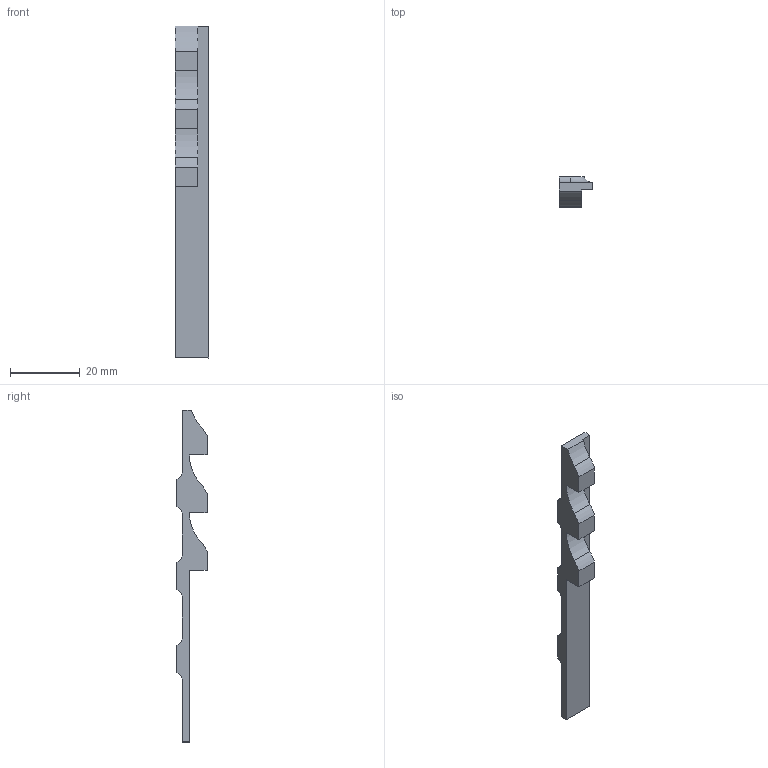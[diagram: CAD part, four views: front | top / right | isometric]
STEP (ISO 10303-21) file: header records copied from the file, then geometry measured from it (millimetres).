
FILE_DESCRIPTION (( 'STEP AP203' ), '1' );
FILE_NAME ('G0004_console_catch.step', '2019-10-07T21:28:36', ( '' ), ( '' ), 'SwSTEP 2.0', 'SolidWorks 2017', '' );
FILE_SCHEMA (( 'CONFIG_CONTROL_DESIGN' ));
Length unit declared in the file: inch
Products named in the file (1): G0004_console_catch
Bounding box: 9.53 x 8.67 x 95.5 mm (x, y, z)
Volume: 2880.8 mm3; surface area: 2885.7 mm2
Topology: 1 solids, 1 shells, 42 faces, 107 edges, 70 vertices
Faces by surface type: plane 21, cylinder 18, torus 3
Entity records: 1360 total; most frequent: DIRECTION 235, CARTESIAN_POINT 220, ORIENTED_EDGE 214, EDGE_CURVE 107, AXIS2_PLACEMENT_3D 85, VERTEX_POINT 70, LINE 65, VECTOR 65
